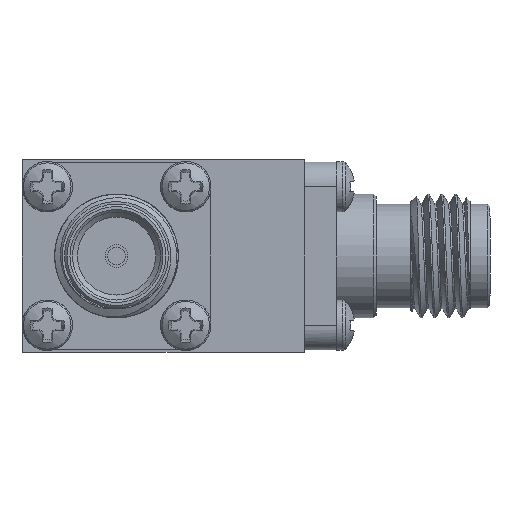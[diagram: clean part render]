
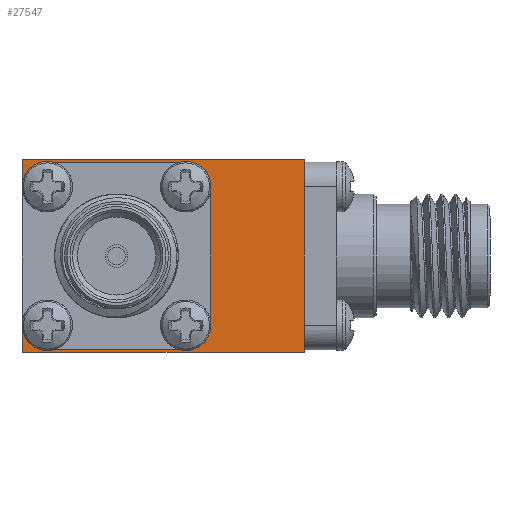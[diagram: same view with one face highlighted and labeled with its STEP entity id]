
A CAD part, left-side view. The second image highlights one B-rep face of the part: STEP entity #27547.
In plain terms, the highlighted planar face has unit normal (-1, 0, 0).
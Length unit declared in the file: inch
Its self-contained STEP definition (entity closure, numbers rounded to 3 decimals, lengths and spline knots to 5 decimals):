
#22 = DIRECTION ( 'NONE',  ( 0., 0., 1. ) ) ;
#139 = VERTEX_POINT ( 'NONE', #21243 ) ;
#633 = ORIENTED_EDGE ( 'NONE', *, *, #25028, .F. ) ;
#883 = CARTESIAN_POINT ( 'NONE',  ( -0.25, -0.045, -0.14 ) ) ;
#1194 = VERTEX_POINT ( 'NONE', #21682 ) ;
#1624 = CARTESIAN_POINT ( 'NONE',  ( -0.25, -0.285, 0.195 ) ) ;
#1829 = EDGE_CURVE ( 'NONE', #4977, #23201, #8248, .T. ) ;
#1965 = LINE ( 'NONE', #21652, #26201 ) ;
#2522 = DIRECTION ( 'NONE',  ( 1., 0., 0. ) ) ;
#2754 = CARTESIAN_POINT ( 'NONE',  ( -0.25, -0.045, 0.14 ) ) ;
#3143 = DIRECTION ( 'NONE',  ( 0., 0., 1. ) ) ;
#3239 = DIRECTION ( 'NONE',  ( 0., 1., 0. ) ) ;
#3762 = VERTEX_POINT ( 'NONE', #27832 ) ;
#3795 = ORIENTED_EDGE ( 'NONE', *, *, #31401, .T. ) ;
#3835 = ORIENTED_EDGE ( 'NONE', *, *, #5882, .T. ) ;
#3881 = DIRECTION ( 'NONE',  ( 1., 0., 0. ) ) ;
#4204 = VECTOR ( 'NONE', #23062, 39.37008 ) ;
#4382 = CIRCLE ( 'NONE', #26529, 0.05 ) ;
#4539 = ORIENTED_EDGE ( 'NONE', *, *, #27200, .F. ) ;
#4853 = CARTESIAN_POINT ( 'NONE',  ( -0.25, 0.235, -0.14 ) ) ;
#4977 = VERTEX_POINT ( 'NONE', #31378 ) ;
#5882 = EDGE_CURVE ( 'NONE', #1194, #4977, #18533, .T. ) ;
#6802 = VERTEX_POINT ( 'NONE', #8368 ) ;
#6964 = AXIS2_PLACEMENT_3D ( 'NONE', #2754, #10019, #15520 ) ;
#7917 = VERTEX_POINT ( 'NONE', #19942 ) ;
#8116 = EDGE_CURVE ( 'NONE', #8682, #28894, #1965, .T. ) ;
#8185 = EDGE_CURVE ( 'NONE', #7917, #1194, #22626, .T. ) ;
#8248 = LINE ( 'NONE', #20501, #4204 ) ;
#8337 = CARTESIAN_POINT ( 'NONE',  ( -0.25, -0.285, 0.195 ) ) ;
#8368 = CARTESIAN_POINT ( 'NONE',  ( -0.25, -0.045, 0.19 ) ) ;
#8410 = EDGE_LOOP ( 'NONE', ( #22889, #22660, #3835, #20924, #22286, #4539, #21431, #31244, #633, #3795, #15575, #9039 ) ) ;
#8495 = DIRECTION ( 'NONE',  ( 0., 0., -1. ) ) ;
#8682 = VERTEX_POINT ( 'NONE', #10555 ) ;
#9039 = ORIENTED_EDGE ( 'NONE', *, *, #31140, .T. ) ;
#9170 = DIRECTION ( 'NONE',  ( 0., 0., -1. ) ) ;
#9843 = EDGE_CURVE ( 'NONE', #19653, #3762, #13774, .T. ) ;
#10019 = DIRECTION ( 'NONE',  ( 1., 0., 0. ) ) ;
#10555 = CARTESIAN_POINT ( 'NONE',  ( -0.25, -0.095, -0.14 ) ) ;
#10818 = VECTOR ( 'NONE', #8495, 39.37008 ) ;
#11453 = DIRECTION ( 'NONE',  ( 0., 0., -1. ) ) ;
#11760 = LINE ( 'NONE', #21573, #30573 ) ;
#13231 = VERTEX_POINT ( 'NONE', #18406 ) ;
#13395 = FACE_OUTER_BOUND ( 'NONE', #8410, .T. ) ;
#13774 = CIRCLE ( 'NONE', #20456, 0.05 ) ;
#14333 = DIRECTION ( 'NONE',  ( 0., 0., -1. ) ) ;
#14609 = AXIS2_PLACEMENT_3D ( 'NONE', #18241, #18390, #11453 ) ;
#14733 = CARTESIAN_POINT ( 'NONE',  ( -0.25, -0.095, 0.14 ) ) ;
#15404 = CARTESIAN_POINT ( 'NONE',  ( -0.25, 0.285, -0.19 ) ) ;
#15520 = DIRECTION ( 'NONE',  ( 0., 0., 1. ) ) ;
#15575 = ORIENTED_EDGE ( 'NONE', *, *, #8116, .F. ) ;
#15596 = EDGE_CURVE ( 'NONE', #7917, #16448, #18139, .T. ) ;
#15749 = VECTOR ( 'NONE', #9170, 39.37008 ) ;
#16188 = VECTOR ( 'NONE', #3239, 39.37008 ) ;
#16270 = CIRCLE ( 'NONE', #6964, 0.05 ) ;
#16285 = CARTESIAN_POINT ( 'NONE',  ( -0.25, 0.285, 0.195 ) ) ;
#16448 = VERTEX_POINT ( 'NONE', #24139 ) ;
#17466 = DIRECTION ( 'NONE',  ( 1., 0., 0. ) ) ;
#18139 = LINE ( 'NONE', #15404, #30281 ) ;
#18241 = CARTESIAN_POINT ( 'NONE',  ( -0.25, -0.285, 0.195 ) ) ;
#18390 = DIRECTION ( 'NONE',  ( 1., 0., 0. ) ) ;
#18406 = CARTESIAN_POINT ( 'NONE',  ( -0.25, -0.285, 0.195 ) ) ;
#18533 = LINE ( 'NONE', #16285, #15749 ) ;
#18554 = EDGE_CURVE ( 'NONE', #13231, #23201, #26056, .T. ) ;
#19126 = CARTESIAN_POINT ( 'NONE',  ( -0.25, 0.285, 0.14 ) ) ;
#19653 = VERTEX_POINT ( 'NONE', #19126 ) ;
#19942 = CARTESIAN_POINT ( 'NONE',  ( -0.25, 0.235, -0.19 ) ) ;
#20456 = AXIS2_PLACEMENT_3D ( 'NONE', #30075, #2522, #22043 ) ;
#20501 = CARTESIAN_POINT ( 'NONE',  ( -0.25, -0.285, -0.195 ) ) ;
#20924 = ORIENTED_EDGE ( 'NONE', *, *, #1829, .T. ) ;
#21121 = PLANE ( 'NONE',  #14609 ) ;
#21159 = LINE ( 'NONE', #1624, #29494 ) ;
#21243 = CARTESIAN_POINT ( 'NONE',  ( -0.25, 0.285, 0.195 ) ) ;
#21431 = ORIENTED_EDGE ( 'NONE', *, *, #28535, .T. ) ;
#21573 = CARTESIAN_POINT ( 'NONE',  ( -0.25, 0.285, 0.195 ) ) ;
#21652 = CARTESIAN_POINT ( 'NONE',  ( -0.25, -0.095, 0.19 ) ) ;
#21682 = CARTESIAN_POINT ( 'NONE',  ( -0.25, 0.285, -0.14 ) ) ;
#22043 = DIRECTION ( 'NONE',  ( 0., 0., 1. ) ) ;
#22286 = ORIENTED_EDGE ( 'NONE', *, *, #18554, .F. ) ;
#22474 = DIRECTION ( 'NONE',  ( 0., -1., 0. ) ) ;
#22626 = CIRCLE ( 'NONE', #31861, 0.05 ) ;
#22660 = ORIENTED_EDGE ( 'NONE', *, *, #8185, .T. ) ;
#22889 = ORIENTED_EDGE ( 'NONE', *, *, #15596, .F. ) ;
#23062 = DIRECTION ( 'NONE',  ( 0., -1., 0. ) ) ;
#23201 = VERTEX_POINT ( 'NONE', #26183 ) ;
#24139 = CARTESIAN_POINT ( 'NONE',  ( -0.25, -0.045, -0.19 ) ) ;
#25028 = EDGE_CURVE ( 'NONE', #6802, #3762, #27734, .T. ) ;
#25342 = CARTESIAN_POINT ( 'NONE',  ( -0.25, 0.285, 0.19 ) ) ;
#26056 = LINE ( 'NONE', #8337, #10818 ) ;
#26183 = CARTESIAN_POINT ( 'NONE',  ( -0.25, -0.285, -0.195 ) ) ;
#26201 = VECTOR ( 'NONE', #28566, 39.37008 ) ;
#26529 = AXIS2_PLACEMENT_3D ( 'NONE', #883, #3881, #3143 ) ;
#27200 = EDGE_CURVE ( 'NONE', #139, #13231, #21159, .T. ) ;
#27547 = ADVANCED_FACE ( 'NONE', ( #13395 ), #21121, .F. ) ;
#27734 = LINE ( 'NONE', #25342, #16188 ) ;
#27832 = CARTESIAN_POINT ( 'NONE',  ( -0.25, 0.235, 0.19 ) ) ;
#28535 = EDGE_CURVE ( 'NONE', #139, #19653, #11760, .T. ) ;
#28566 = DIRECTION ( 'NONE',  ( 0., 0., 1. ) ) ;
#28894 = VERTEX_POINT ( 'NONE', #14733 ) ;
#29494 = VECTOR ( 'NONE', #31288, 39.37008 ) ;
#30075 = CARTESIAN_POINT ( 'NONE',  ( -0.25, 0.235, 0.14 ) ) ;
#30281 = VECTOR ( 'NONE', #22474, 39.37008 ) ;
#30573 = VECTOR ( 'NONE', #14333, 39.37008 ) ;
#31140 = EDGE_CURVE ( 'NONE', #8682, #16448, #4382, .T. ) ;
#31244 = ORIENTED_EDGE ( 'NONE', *, *, #9843, .T. ) ;
#31288 = DIRECTION ( 'NONE',  ( 0., -1., 0. ) ) ;
#31378 = CARTESIAN_POINT ( 'NONE',  ( -0.25, 0.285, -0.195 ) ) ;
#31401 = EDGE_CURVE ( 'NONE', #6802, #28894, #16270, .T. ) ;
#31861 = AXIS2_PLACEMENT_3D ( 'NONE', #4853, #17466, #22 ) ;
